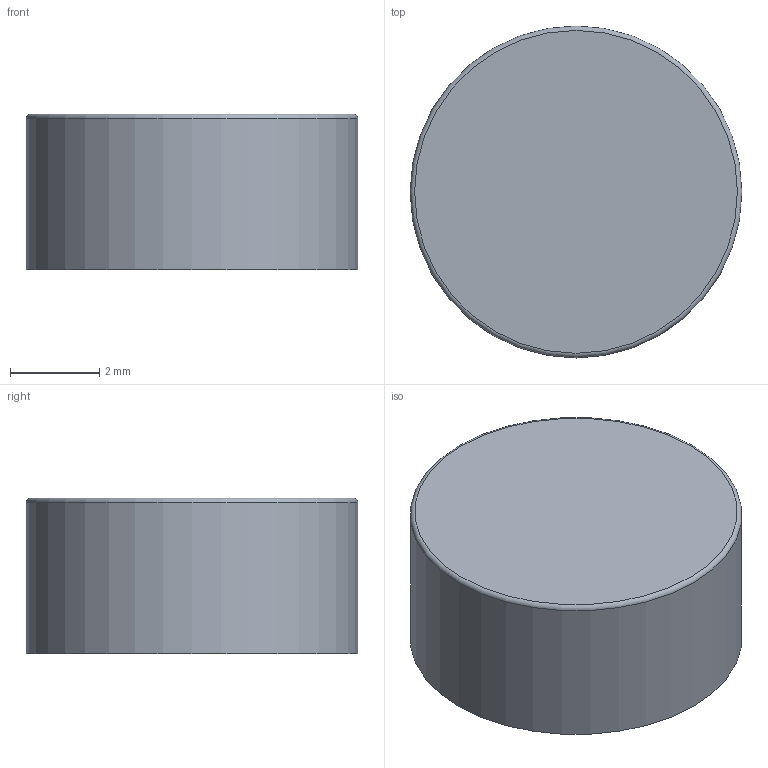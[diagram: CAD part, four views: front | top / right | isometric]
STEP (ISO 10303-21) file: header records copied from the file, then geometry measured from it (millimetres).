
FILE_DESCRIPTION((' '),'2;1');
FILE_NAME('800AC2xxxCAP.stp','2017-07-28T13:33:00',(' '),(' '),' ','ACIS',' ');
FILE_SCHEMA(('CONFIG_CONTROL_DESIGN'));
Length unit declared in the file: inch
Products named in the file (1): 800AC2xxxCAP.stp
Bounding box: 7.45 x 7.45 x 3.5 mm (x, y, z)
Volume: 112.7 mm3; surface area: 258.3 mm2
Topology: 1 solids, 1 shells, 12 faces, 18 edges, 11 vertices
Faces by surface type: plane 5, cylinder 4, cone 2, torus 1
Full cylindrical faces by diameter (mm): 2.55 x1, 4.7 x1, 5.88 x1, 7.45 x1
Entity records: 343 total; most frequent: DIRECTION 48, CARTESIAN_POINT 35, AXIS2_PLACEMENT_3D 24, ORIENTED_EDGE 22, EDGE_LOOP 22, FACE_OUTER_BOUND 12, ADVANCED_FACE 12, VERTEX_POINT 11
